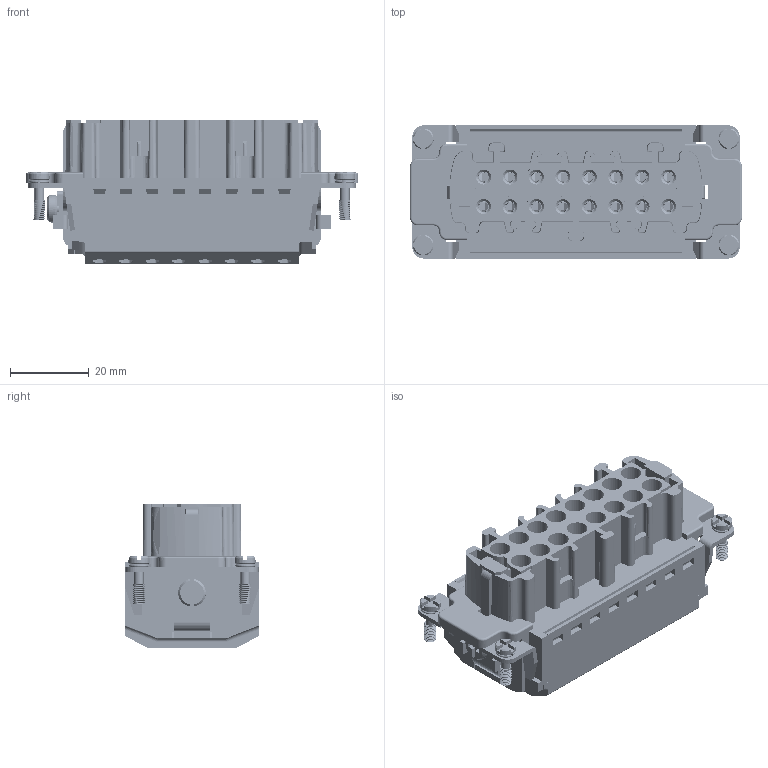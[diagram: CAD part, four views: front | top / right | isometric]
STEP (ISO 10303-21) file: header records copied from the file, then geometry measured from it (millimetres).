
FILE_DESCRIPTION(/* description */ (''),/* implementation_level */ '2;1');
FILE_NAME(/* name */ 'HE-016-FZ.stp',/* time_stamp */ '2023-09-18T16:09:02+08:00',/* author */ (''),/* organization */ (''),/* preprocessor_version */ 'ST-DEVELOPER v16',/* originating_system */ 'SIEMENS PLM Software NX 10.0',/* authorisation */ '');
FILE_SCHEMA (('AUTOMOTIVE_DESIGN { 1 0 10303 214 3 1 1 1 }'));
Length unit declared in the file: millimetre
Products named in the file (1): Admi16F8F3C4ytvo
Bounding box: 84.2 x 33.8 x 36.5 mm (x, y, z)
Volume: 39816.8 mm3; surface area: 62110.7 mm2
Topology: 1 solids, 1 shells, 6118 faces, 18447 edges, 12037 vertices
Faces by surface type: plane 4127, cylinder 1348, cone 281, bspline 232, torus 82, extrusion 48
Full cylindrical faces by diameter (mm): 1 x1, 2.4 x4, 2.5 x4, 2.8 x16, 3 x36, 4 x2, 5 x2, 5.2 x16, 5.3 x4, 7 x1
Entity records: 231082 total; most frequent: CARTESIAN_POINT 69875, ORIENTED_EDGE 36416, DIRECTION 30089, EDGE_CURVE 18208, VECTOR 12743, LINE 12695, VERTEX_POINT 11928, AXIS2_PLACEMENT_3D 8673
